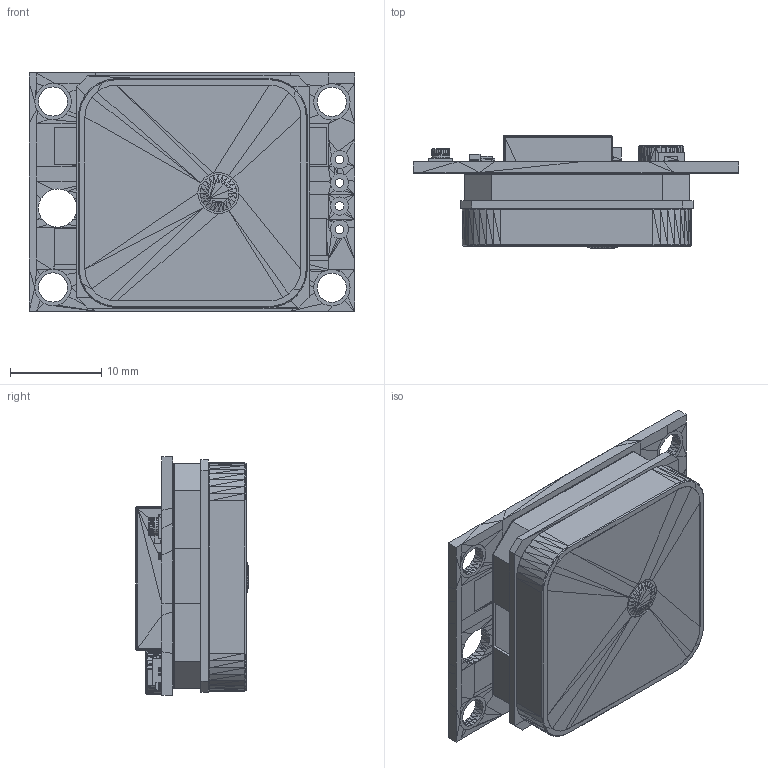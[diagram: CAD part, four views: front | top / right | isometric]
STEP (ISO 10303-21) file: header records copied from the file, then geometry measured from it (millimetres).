
FILE_DESCRIPTION(('HOOPS Exchange Step'),'2;1');
FILE_NAME('d45493cade80183bc62f6b3d54b0519920221221-1-xc1247.SLDASM.step','2022-12-21T19:30:38+00:00',('root'),('Unknown organisation'),'HOOPS Exchange 2021.0','HOOPS Exchange','Unknown authorisation');
FILE_SCHEMA( ('AUTOMOTIVE_DESIGN { 1 0 10303 214 1 1 1 1 }') );
Length unit declared in the file: millimetre
Products named in the file (7): GPS_ublox_board-1; GPS_board-1; GPS_ant-1; GPS_back-1; A_GPS_ant-1; Défaut; d45493cade80183bc62f6b3d54b0519920221221-1-xc1247
Assembly tree (6 placements, depth 4):
  d45493cade80183bc62f6b3d54b0519920221221-1-xc1247
    Défaut
      GPS_ublox_board-1
      A_GPS_ant-1
        GPS_board-1
        GPS_ant-1
        GPS_back-1
Bounding box: 35.6 x 12.33 x 26.08 mm (x, y, z)
Surface area: 6897.7 mm2 (no closed solid volume)
Topology: 0 solids, 5 shells, 4546 faces, 8166 edges, 3589 vertices
Faces by surface type: plane 4546
Entity records: 41978 total; most frequent: DIRECTION 9118, CARTESIAN_POINT 8148, AXIS2_PLACEMENT_3D 4559, PLANE 4546, POLY_LOOP 4546, FACE_OUTER_BOUND 4546, FACE_SURFACE 4546, OVER_RIDING_STYLED_ITEM 1773
